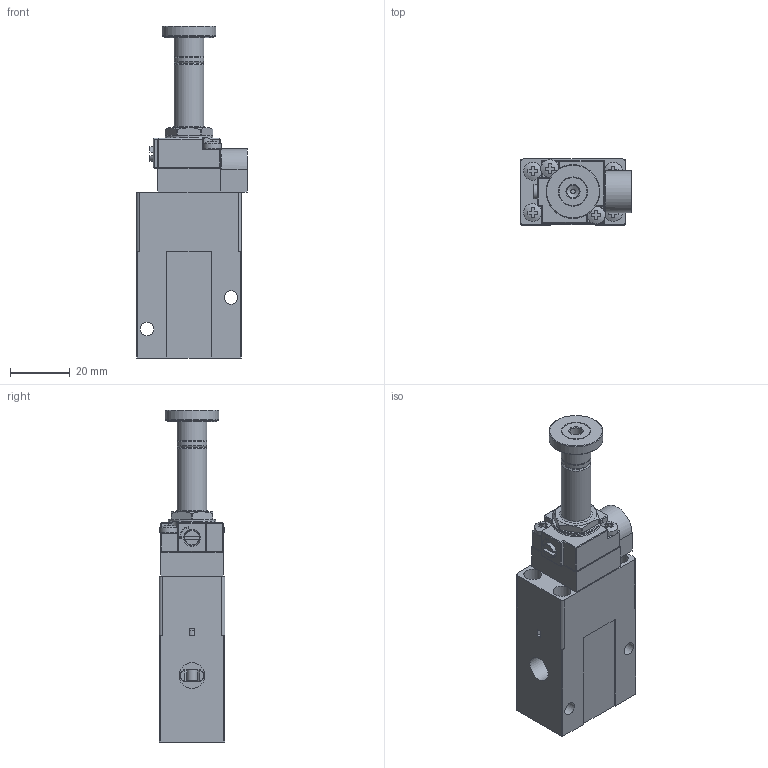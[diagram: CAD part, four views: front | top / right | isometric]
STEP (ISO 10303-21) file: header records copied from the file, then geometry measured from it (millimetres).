
FILE_DESCRIPTION(/* description */ ('Unknown'),/* implementation_level */ '2;1');
FILE_NAME(/* name */ '-MF-G3001S',/* time_stamp */ '2019-05-31T10:46:39+02:00',/* author */ ('Unknown'),/* organization */ ('Unknown'),/* preprocessor_version */ 'ST-DEVELOPER v16.7',/* originating_system */ 'DEX',/* authorisation */ $);
FILE_SCHEMA (('CONFIG_CONTROL_DESIGN','AP203_CONFIGURATION_CONTROLLED_3D_DESIGN_OF_MECHANICAL_PARTS_AND_ASSEMBLIES_MIM_LF { 1 0 10303 203 3 1 4 }','TECHNICAL_DATA_PACKAGING','AUTOMOTIVE_DESIGN {1 0 10303 214 3 1 1}'));
Length unit declared in the file: millimetre
Products named in the file (1): Parte1
Bounding box: 37 x 22 x 111 mm (x, y, z)
Volume: 44995.3 mm3; surface area: 24967.1 mm2
Topology: 4 solids, 4 shells, 614 faces, 1560 edges, 1005 vertices
Faces by surface type: plane 346, cylinder 141, cone 78, torus 39, sphere 6, bspline 4
Full cylindrical faces by diameter (mm): 1.3 x1, 1.5 x8, 1.7 x2, 2 x7, 2.2 x1, 2.5 x3, 2.8 x1, 3 x1, 3.5 x2, 4.134 x1, 4.5 x2, 4.9 x1, 5 x2, 5.1 x1, 5.299 x1, 5.799 x2, 5.85 x2, 5.999 x1, 6 x5, 6.5 x3, 7 x1, 7.5 x2, 7.699 x1, 8 x1, 8.566 x4, 8.799 x1, 9 x2, 9.2 x1, 10 x3, 10.5 x4
Entity records: 21000 total; most frequent: CARTESIAN_POINT 3237, DIRECTION 2932, ORIENTED_EDGE 2510, EDGE_CURVE 1255, AXIS2_PLACEMENT_3D 1143, VERTEX_POINT 911, FACE_BOUND 906, EDGE_LOOP 903
